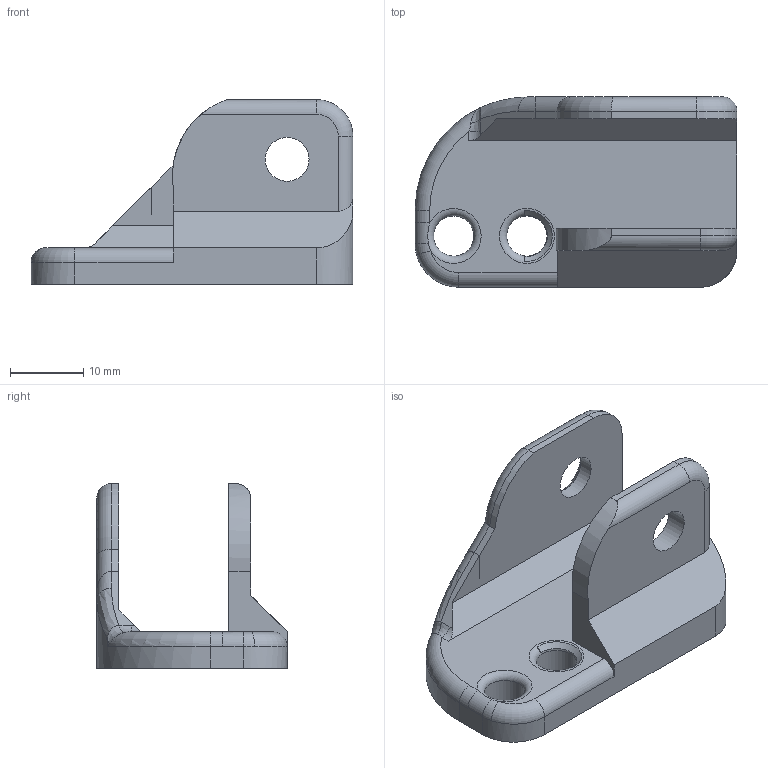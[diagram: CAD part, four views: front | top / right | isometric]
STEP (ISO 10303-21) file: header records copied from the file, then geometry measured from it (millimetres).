
FILE_DESCRIPTION(/* description */ (''),/* implementation_level */ '2;1');
FILE_NAME(/* name */ '21_ATC_X_AXIS_pulley_mount.step',/* time_stamp */ '2021-01-21T13:48:15+01:00',/* author */ (''),/* organization */ (''),/* preprocessor_version */ 'ST-DEVELOPER v18.1',/* originating_system */ 'Autodesk Translation Framework v9.7.1.1290',/* authorisation */ '');
FILE_SCHEMA (('AUTOMOTIVE_DESIGN { 1 0 10303 214 3 1 1 }'));
Length unit declared in the file: millimetre
Products named in the file (1): ATC_X_AXIS_PULLEY_MOUNT
Bounding box: 44 x 26 x 25.26 mm (x, y, z)
Volume: 8324.2 mm3; surface area: 4850.9 mm2
Topology: 1 solids, 1 shells, 56 faces, 148 edges, 92 vertices
Faces by surface type: cylinder 21, plane 21, torus 8, bspline 4, cone 2
Full cylindrical faces by diameter (mm): 5.5 x2, 6 x2
Entity records: 1911 total; most frequent: CARTESIAN_POINT 475, DIRECTION 300, ORIENTED_EDGE 294, EDGE_CURVE 147, AXIS2_PLACEMENT_3D 113, VERTEX_POINT 92, LINE 74, VECTOR 74
